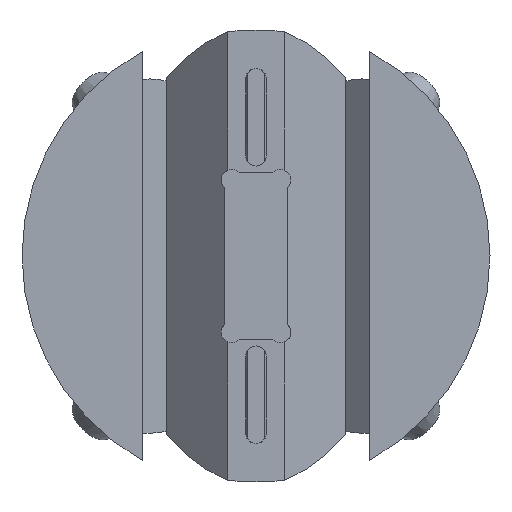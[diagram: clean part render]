
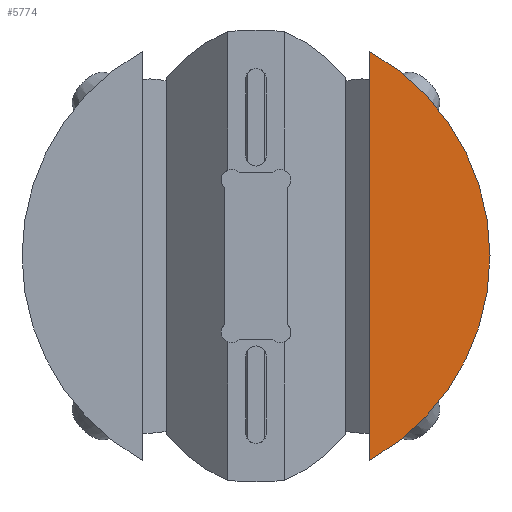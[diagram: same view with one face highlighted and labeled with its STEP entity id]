
A CAD part, top view. The second image highlights one B-rep face of the part: STEP entity #5774.
In plain terms, the highlighted planar face has unit normal (0, 0, 1).
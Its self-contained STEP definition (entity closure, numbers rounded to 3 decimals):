
#5746=CARTESIAN_POINT('POINT188',(3400.,
   -6118.823,0.));
#5747=VERTEX_POINT('VERTEX188',#5746);
#5748=CARTESIAN_POINT('POINT189',(3400.,
   6118.823,0.));
#5749=VERTEX_POINT('VERTEX189',#5748);
#5750=CARTESIAN_POINT('POS234',(3400.,3750.,0.
   ));
#5751=DIRECTION('DIR353',(0.,-1.,0.));
#5752=VECTOR('VEC115',#5751,1.);
#5753=LINE('STRAIGHT115',#5750,#5752);
#5754=EDGE_CURVE('EDGE266',#5747,#5749,#5753,.F.);
#5755=ORIENTED_EDGE('COEDGE454',*,*,#5754,.F.);
#5756=CARTESIAN_POINT('POINT190',(7000.,
   0.,0.));
#5757=VERTEX_POINT('VERTEX190',#5756);
#5758=CARTESIAN_POINT('POS235',(0.,0.,0.));
#5759=DIRECTION('DIR354',(0.,0.,-1.));
#5760=DIRECTION('DIR355',(0.,-1.,0.));
#5761=AXIS2_PLACEMENT_3D('AXIS120',#5758,#5759,#5760);
#5762=CIRCLE('ELLIPSE56',#5761,7000.);
#5763=EDGE_CURVE('EDGE267',#5747,#5757,#5762,.F.);
#5764=ORIENTED_EDGE('COEDGE455',*,*,#5763,.T.);
#5765=EDGE_CURVE('EDGE268',#5757,#5749,#5762,.F.);
#5766=ORIENTED_EDGE('COEDGE456',*,*,#5765,.T.);
#5767=EDGE_LOOP('NONE',(#5755,#5764,#5766));
#5768=FACE_BOUND('LOOP1',#5767,.T.);
#5769=CARTESIAN_POINT('POS236',(7500.,0.,0.));
#5770=DIRECTION('DIR356',(0.,0.,-1.));
#5771=DIRECTION('DIR357',(1.,0.,0.));
#5772=AXIS2_PLACEMENT_3D('AXIS121',#5769,#5770,#5771);
#5773=PLANE('PLANE34',#5772);
#5774=ADVANCED_FACE('FACE88',(#5768),#5773,.F.);
